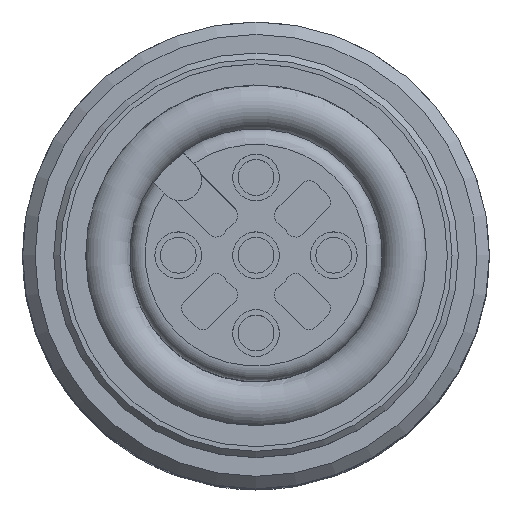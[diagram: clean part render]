
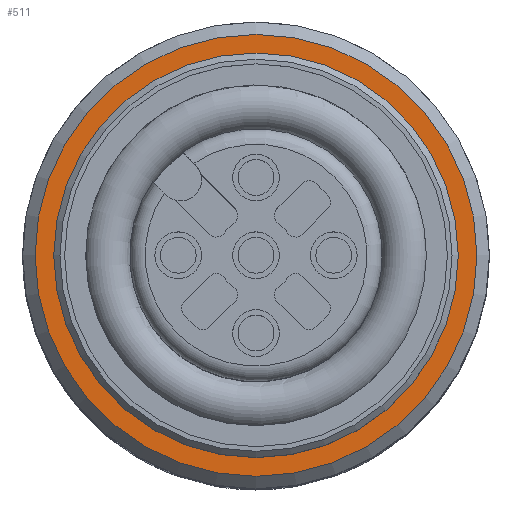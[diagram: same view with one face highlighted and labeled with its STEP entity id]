
A CAD part, top view. The second image highlights one B-rep face of the part: STEP entity #511.
In plain terms, the highlighted planar face has unit normal (0, 0, 1).
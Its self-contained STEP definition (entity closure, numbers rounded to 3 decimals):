
#329=FACE_BOUND('',#928,.T.);
#330=FACE_BOUND('',#929,.T.);
#511=ADVANCED_FACE('F137',(#329,#330),#694,.T.);
#694=PLANE('',#2887);
#928=EDGE_LOOP('',(#1319));
#929=EDGE_LOOP('',(#1320));
#1319=ORIENTED_EDGE('',*,*,#2361,.T.);
#1320=ORIENTED_EDGE('',*,*,#2360,.F.);
#2095=VERTEX_POINT('',#3762);
#2096=VERTEX_POINT('',#3765);
#2360=EDGE_CURVE('E321',#2095,#2095,#2751,.T.);
#2361=EDGE_CURVE('E322',#2096,#2096,#2752,.T.);
#2751=CIRCLE('',#2884,6.5);
#2752=CIRCLE('',#2886,7.1);
#2884=AXIS2_PLACEMENT_3D('',#3761,#3181,#3182);
#2886=AXIS2_PLACEMENT_3D('',#3764,#3185,#3186);
#2887=AXIS2_PLACEMENT_3D('',#3766,#3187,#3188);
#3181=DIRECTION('',(0.,0.,1.));
#3182=DIRECTION('',(1.,0.,0.));
#3185=DIRECTION('',(0.,0.,1.));
#3186=DIRECTION('',(0.,-1.,0.));
#3187=DIRECTION('',(0.,0.,1.));
#3188=DIRECTION('',(0.,-1.,0.));
#3761=CARTESIAN_POINT('',(60.044,60.026,7.05));
#3762=CARTESIAN_POINT('',(66.544,60.026,7.05));
#3764=CARTESIAN_POINT('',(60.044,60.026,7.05));
#3765=CARTESIAN_POINT('',(60.044,52.926,7.05));
#3766=CARTESIAN_POINT('',(67.854,52.216,7.05));
